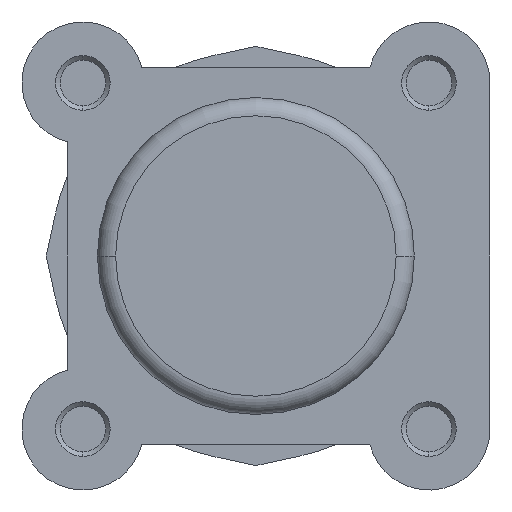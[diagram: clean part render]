
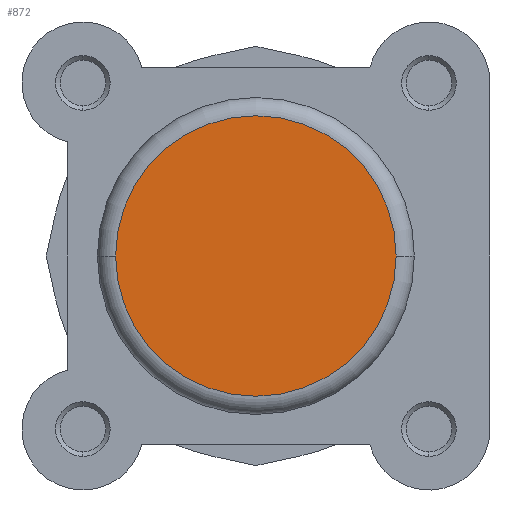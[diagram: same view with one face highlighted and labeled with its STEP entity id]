
A CAD part, left-side view. The second image highlights one B-rep face of the part: STEP entity #872.
In plain terms, the highlighted planar face has unit normal (-1, 0, 0).
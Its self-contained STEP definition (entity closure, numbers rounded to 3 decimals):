
#130 = CARTESIAN_POINT ( 'NONE',  ( 0., -15.4, 0. ) ) ;
#156 = CARTESIAN_POINT ( 'NONE',  ( 0., 15.4, 0. ) ) ;
#209 = VERTEX_POINT ( 'NONE', #156 ) ;
#230 = VERTEX_POINT ( 'NONE', #130 ) ;
#581 = EDGE_CURVE ( 'NONE', #209, #230, #2776, .T. ) ;
#779 = EDGE_CURVE ( 'NONE', #230, #209, #4161, .T. ) ;
#872 = ADVANCED_FACE ( 'NONE', ( #4369 ), #4926, .F. ) ;
#1191 = AXIS2_PLACEMENT_3D ( 'NONE', #3323, #3330, #3331 ) ;
#1273 = AXIS2_PLACEMENT_3D ( 'NONE', #3775, #3777, #3778 ) ;
#1383 = AXIS2_PLACEMENT_3D ( 'NONE', #4929, #4940, #4941 ) ;
#1799 = EDGE_LOOP ( 'NONE', ( #2513, #2514 ) ) ;
#2513 = ORIENTED_EDGE ( 'NONE', *, *, #581, .T. ) ;
#2514 = ORIENTED_EDGE ( 'NONE', *, *, #779, .T. ) ;
#2776 = CIRCLE ( 'NONE', #1191, 15.4 ) ;
#3323 = CARTESIAN_POINT ( 'NONE',  ( 0., 0., 0. ) ) ;
#3330 = DIRECTION ( 'NONE',  ( -1., 0., 0. ) ) ;
#3331 = DIRECTION ( 'NONE',  ( 0., 1., 0. ) ) ;
#3775 = CARTESIAN_POINT ( 'NONE',  ( 0., 0., 0. ) ) ;
#3777 = DIRECTION ( 'NONE',  ( -1., 0., 0. ) ) ;
#3778 = DIRECTION ( 'NONE',  ( 0., 1., 0. ) ) ;
#4161 = CIRCLE ( 'NONE', #1273, 15.4 ) ;
#4369 = FACE_OUTER_BOUND ( 'NONE', #1799, .T. ) ;
#4926 = PLANE ( 'NONE',  #1383 ) ;
#4929 = CARTESIAN_POINT ( 'NONE',  ( 0., 0., 0. ) ) ;
#4940 = DIRECTION ( 'NONE',  ( 1., 0., 0. ) ) ;
#4941 = DIRECTION ( 'NONE',  ( 0., 1., 0. ) ) ;
